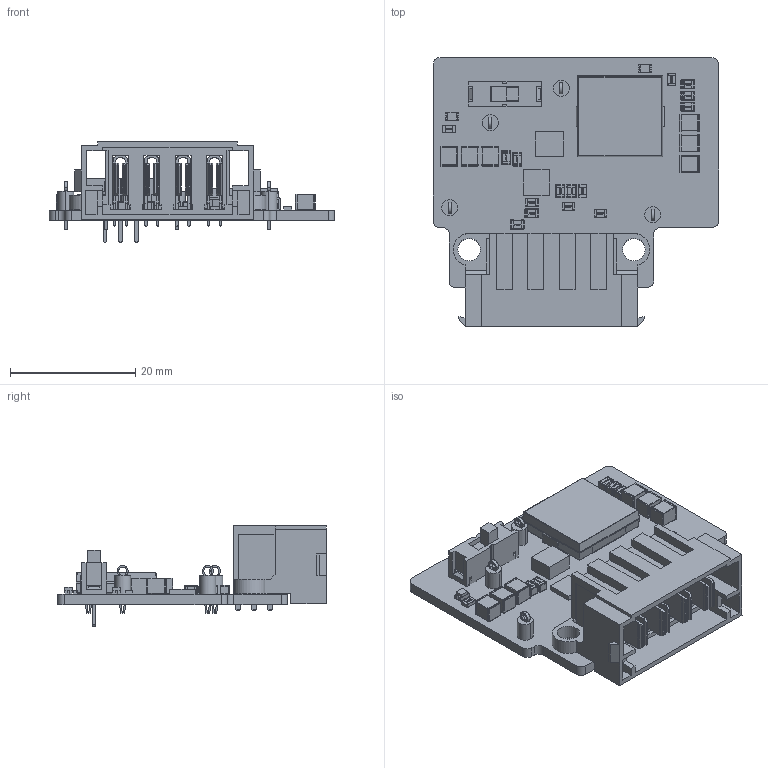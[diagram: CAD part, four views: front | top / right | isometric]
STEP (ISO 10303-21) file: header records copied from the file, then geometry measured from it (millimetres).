
FILE_DESCRIPTION(('Open CASCADE Model'),'2;1');
FILE_NAME('Open CASCADE Shape Model','2023-09-30T11:16:45',('Author'),( 'Open CASCADE'),'Open CASCADE STEP processor 6.8','Open CASCADE 6.8' ,'Unknown');
FILE_SCHEMA(('AUTOMOTIVE_DESIGN { 1 0 10303 214 1 1 1 1 }'));
Length unit declared in the file: millimetre
Products named in the file (60): PCB; Board; Open CASCADE STEP translator 6.8 1.1.1; C15; CAP0805; Open CASCADE STEP translator 6.8 1.2.1.1; Open CASCADE STEP translator 6.8 1.2.1.2; Open CASCADE STEP translator 6.8 1.2.1.3; Open CASCADE STEP translator 6.8 1.2.1.4; Open CASCADE STEP translator 6.8 1.2.1.5; Open CASCADE STEP translator 6.8 1.2.1.6; C14; S1; EG1218; C6; D1; 6989153232; Extruded; VBAT_2; User_Library-Test_Point_Keystone_-_5002_WHITE; 1; 2; U1; 6989153392; R7; 0805_resistor; R6; R5; R4; R2; R1; LED2; red_led; LED1; L1; 6989905264; Body; Open_CASCADE_STEP_translator_7.5_4.1.1; Lead; J1 ...
Assembly tree (82 placements, depth 5):
  PCB
    Board
      Open CASCADE STEP translator 6.8 1.1.1
    C15
      CAP0805
        Open CASCADE STEP translator 6.8 1.2.1.1
        Open CASCADE STEP translator 6.8 1.2.1.2
        Open CASCADE STEP translator 6.8 1.2.1.3
        Open CASCADE STEP translator 6.8 1.2.1.4
        Open CASCADE STEP translator 6.8 1.2.1.5
        Open CASCADE STEP translator 6.8 1.2.1.6
    C14
      CAP0805
        Open CASCADE STEP translator 6.8 1.2.1.1
        Open CASCADE STEP translator 6.8 1.2.1.2
        Open CASCADE STEP translator 6.8 1.2.1.3
        Open CASCADE STEP translator 6.8 1.2.1.4
        Open CASCADE STEP translator 6.8 1.2.1.5
        Open CASCADE STEP translator 6.8 1.2.1.6
    S1
      EG1218
    C6
      CAP0805
        Open CASCADE STEP translator 6.8 1.2.1.1
        Open CASCADE STEP translator 6.8 1.2.1.2
        Open CASCADE STEP translator 6.8 1.2.1.3
        Open CASCADE STEP translator 6.8 1.2.1.4
        Open CASCADE STEP translator 6.8 1.2.1.5
        Open CASCADE STEP translator 6.8 1.2.1.6
    D1
      6989153232
        Extruded
    VBAT_2
      User_Library-Test_Point_Keystone_-_5002_WHITE
        1
        2
    U1
      6989153392
        Extruded
    R7
      0805_resistor
    R6
      0805_resistor
    R5
      0805_resistor
    R4
      0805_resistor
    R2
      0805_resistor
    R1
      0805_resistor
    LED2
      red_led
    LED1
      red_led
    L1
      6989905264
        Body
          Open_CASCADE_STEP_translator_7.5_4.1.1
        Lead  x2
Bounding box: 45.52 x 42.91 x 15.99 mm (x, y, z)
Volume: 5537.4 mm3; surface area: 10867.3 mm2
Topology: 115 solids, 115 shells, 3671 faces, 9268 edges, 5598 vertices
Faces by surface type: plane 2162, cylinder 887, bspline 278, sphere 272, torus 72
Full cylindrical faces by diameter (mm): 1 x3, 1.02 x4, 1.04 x24, 3.56 x4
Entity records: 46181 total; most frequent: CARTESIAN_POINT 10760, ORIENTED_EDGE 6786, DIRECTION 6472, EDGE_CURVE 3393, LINE 2692, VECTOR 2692, VERTEX_POINT 2144, AXIS2_PLACEMENT_3D 1890
